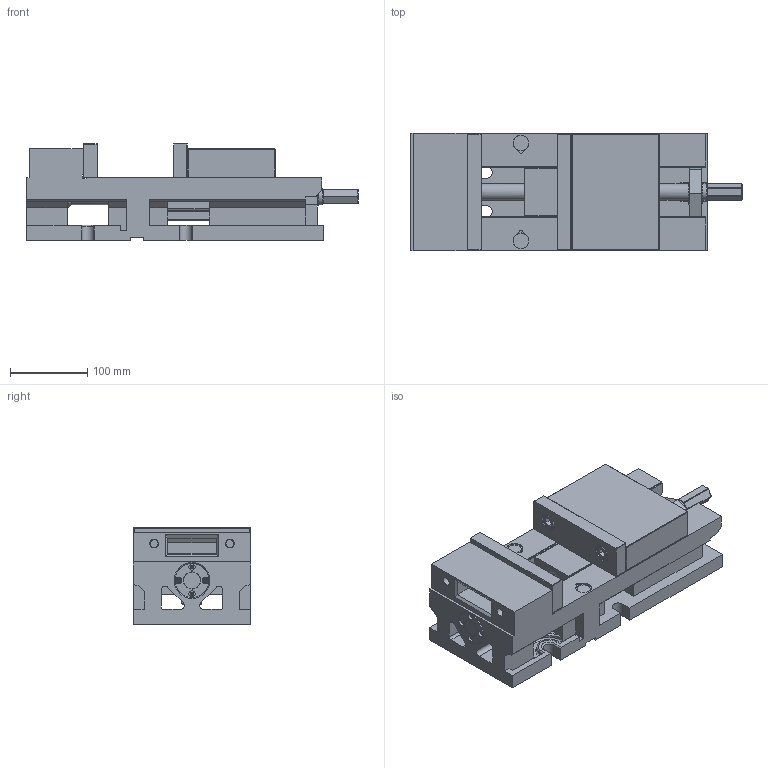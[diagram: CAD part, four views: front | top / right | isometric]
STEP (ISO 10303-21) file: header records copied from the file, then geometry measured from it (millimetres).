
FILE_DESCRIPTION(/* description */ (''),/* implementation_level */ '2;1');
FILE_NAME(/* name */ '1MGG160GA01101.stp',/* time_stamp */ '2020-03-17T11:15:12+08:00',/* author */ ('AUTOWELL002'),/* organization */ (''),/* preprocessor_version */ 'ST-DEVELOPER v17',/* originating_system */ 'Autodesk Inventor 2019',/* authorisation */ '');
FILE_SCHEMA (('AUTOMOTIVE_DESIGN { 1 0 10303 214 3 1 1 }'));
Length unit declared in the file: millimetre
Products named in the file (1): 1MGG160
Bounding box: 430.8 x 152.45 x 125.6 mm (x, y, z)
Volume: 4249941.2 mm3; surface area: 493167.7 mm2
Topology: 4 solids, 10 shells, 1177 faces, 3150 edges, 1999 vertices
Faces by surface type: plane 540, cylinder 420, torus 174, cone 38, sphere 5
Full cylindrical faces by diameter (mm): 1.27 x4, 3.454 x4, 4 x1, 4.5 x4, 8 x4, 10.716 x3, 11 x2, 12 x2, 12.7 x4, 14 x4, 17.6 x2, 19.05 x4, 19.9 x1, 20.4 x4, 20.6 x2, 20.7 x1, 21 x4, 21.5 x4, 22.225 x2, 24.9 x1, 25 x3, 25.3 x2, 25.4 x1, 27 x1, 28.5 x1, 31 x1, 39.9 x1, 40.4 x1, 41 x2, 41.8 x2
Entity records: 40916 total; most frequent: CARTESIAN_POINT 10750, ORIENTED_EDGE 6282, DIRECTION 6084, EDGE_CURVE 3141, AXIS2_PLACEMENT_3D 2135, VERTEX_POINT 1999, LINE 1814, VECTOR 1814
